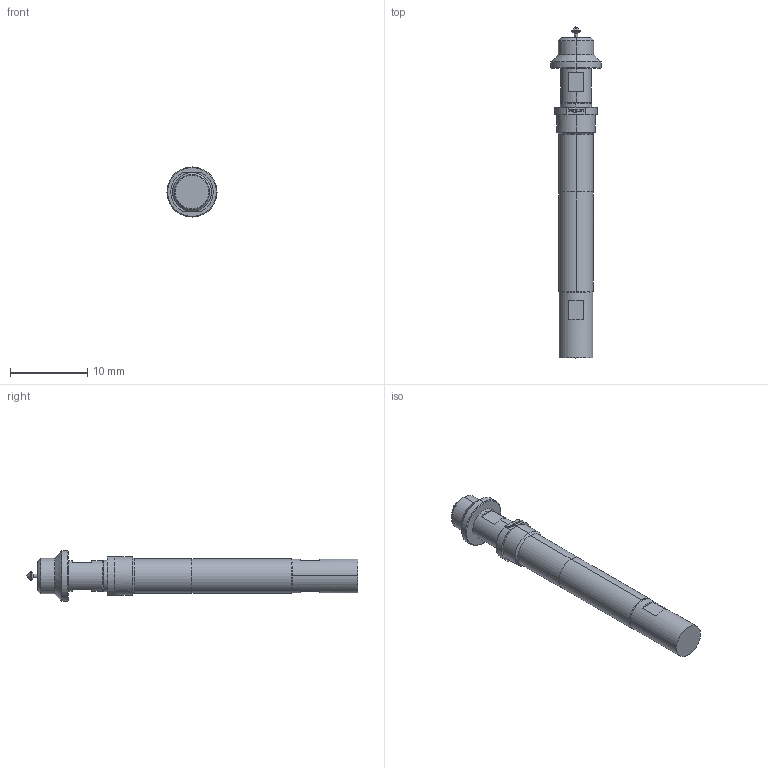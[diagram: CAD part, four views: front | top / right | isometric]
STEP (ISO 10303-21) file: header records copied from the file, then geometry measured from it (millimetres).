
FILE_DESCRIPTION (( 'STEP AP203' ), '1' );
FILE_NAME ('INGUN_HFS-8x0_308_110_A_xx42_BX_M.STEP', '2022-03-15T11:08:49', ( 'ochi' ), ( '' ), 'SwSTEP 2.0', 'SolidWorks 2018', '' );
FILE_SCHEMA (( 'CONFIG_CONTROL_DESIGN' ));
Length unit declared in the file: millimetre
Products named in the file (1): INGUN_HFS-8x0_308_110_A_xx42_BX_M
Bounding box: 6.5 x 43 x 6.5 mm (x, y, z)
Volume: 636 mm3; surface area: 716.7 mm2
Topology: 1 solids, 1 shells, 151 faces, 360 edges, 227 vertices
Faces by surface type: plane 76, cylinder 55, cone 20
Entity records: 4435 total; most frequent: DIRECTION 792, CARTESIAN_POINT 756, ORIENTED_EDGE 716, EDGE_CURVE 358, AXIS2_PLACEMENT_3D 285, VERTEX_POINT 227, LINE 222, VECTOR 222
